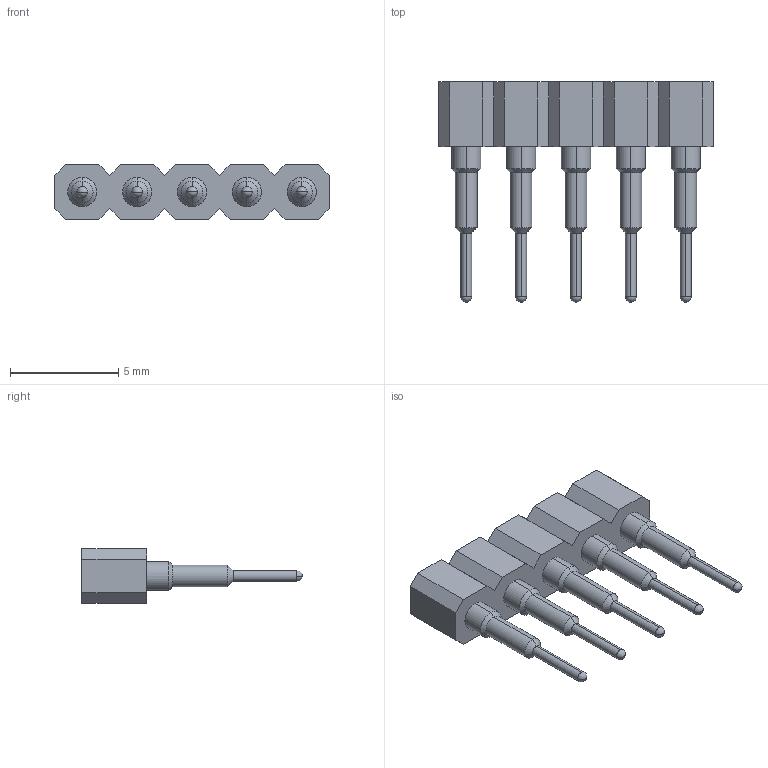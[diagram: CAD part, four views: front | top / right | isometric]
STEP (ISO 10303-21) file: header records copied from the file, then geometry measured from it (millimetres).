
FILE_DESCRIPTION (( 'STEP AP214' ), '1' );
FILE_NAME ('User Library-SOCKET, SIP5, P2.54MM, L6MM.STEP', '2018-03-01T10:58:01', ( '' ), ( '' ), 'SwSTEP 2.0', 'SolidWorks 2018', '' );
FILE_SCHEMA (( 'AUTOMOTIVE_DESIGN' ));
Length unit declared in the file: millimetre
Products named in the file (1): User Library-SOCKET, SIP5, P2.54MM,  L6MM
Bounding box: 12.7 x 10.2 x 2.54 mm (x, y, z)
Volume: 102.2 mm3; surface area: 436 mm2
Topology: 6 solids, 6 shells, 189 faces, 446 edges, 254 vertices
Faces by surface type: cylinder 80, cone 50, plane 39, sphere 20
Entity records: 6439 total; most frequent: DIRECTION 1006, CARTESIAN_POINT 870, ORIENTED_EDGE 852, EDGE_CURVE 426, AXIS2_PLACEMENT_3D 390, VERTEX_POINT 254, LINE 226, VECTOR 226
